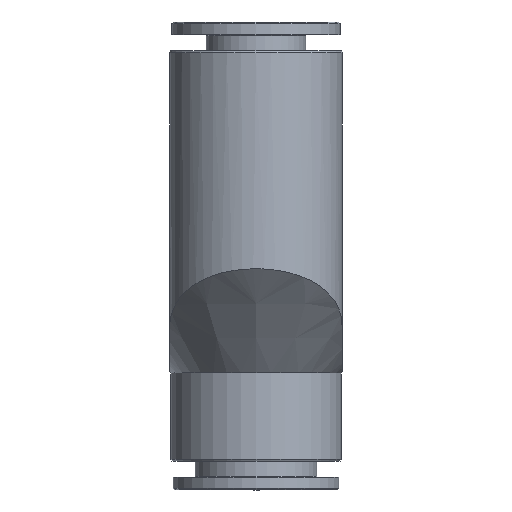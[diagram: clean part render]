
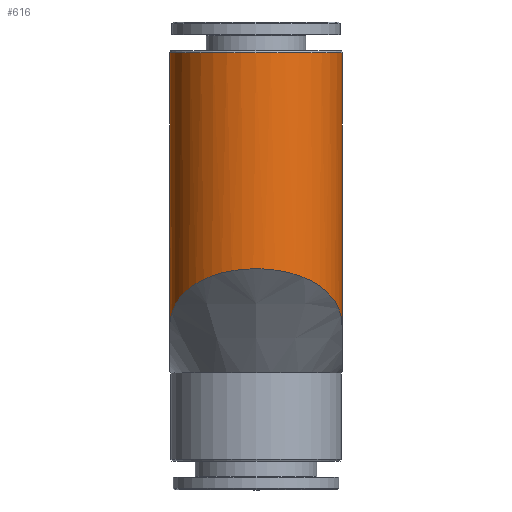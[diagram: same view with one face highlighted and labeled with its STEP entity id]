
A CAD part, left-side view. The second image highlights one B-rep face of the part: STEP entity #616.
In plain terms, the highlighted cylindrical face has radius 8.125 mm (diameter 16.25 mm), a partial arc.
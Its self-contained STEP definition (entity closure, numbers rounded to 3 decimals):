
#20=CYLINDRICAL_SURFACE('',#696,8.125);
#52=CIRCLE('',#695,8.125);
#89=ELLIPSE('',#675,8.695,8.125);
#93=ELLIPSE('',#685,11.49,8.125);
#95=ELLIPSE('',#688,11.49,8.125);
#99=ELLIPSE('',#693,8.695,8.125);
#102=LINE('',#1012,#118);
#104=LINE('',#1029,#120);
#108=LINE('',#1038,#124);
#112=LINE('',#1047,#128);
#118=VECTOR('',#777,1000.);
#120=VECTOR('',#781,1000.);
#124=VECTOR('',#787,1000.);
#128=VECTOR('',#793,1000.);
#178=ORIENTED_EDGE('',*,*,#310,.T.);
#179=ORIENTED_EDGE('',*,*,#305,.T.);
#180=ORIENTED_EDGE('',*,*,#290,.T.);
#181=ORIENTED_EDGE('',*,*,#309,.T.);
#182=ORIENTED_EDGE('',*,*,#282,.T.);
#183=ORIENTED_EDGE('',*,*,#311,.F.);
#184=ORIENTED_EDGE('',*,*,#279,.F.);
#185=ORIENTED_EDGE('',*,*,#293,.T.);
#186=ORIENTED_EDGE('',*,*,#286,.T.);
#187=ORIENTED_EDGE('',*,*,#303,.T.);
#279=EDGE_CURVE('',#351,#348,#102,.T.);
#282=EDGE_CURVE('',#355,#354,#104,.T.);
#286=EDGE_CURVE('',#359,#358,#108,.F.);
#290=EDGE_CURVE('',#363,#362,#112,.T.);
#293=EDGE_CURVE('',#351,#359,#89,.F.);
#303=EDGE_CURVE('',#358,#371,#93,.F.);
#305=EDGE_CURVE('',#373,#363,#95,.F.);
#309=EDGE_CURVE('',#362,#355,#99,.F.);
#310=EDGE_CURVE('',#371,#373,#52,.T.);
#311=EDGE_CURVE('',#348,#354,#410,.T.);
#348=VERTEX_POINT('',#1006);
#351=VERTEX_POINT('',#1011);
#354=VERTEX_POINT('',#1028);
#355=VERTEX_POINT('',#1030);
#358=VERTEX_POINT('',#1037);
#359=VERTEX_POINT('',#1039);
#362=VERTEX_POINT('',#1046);
#363=VERTEX_POINT('',#1048);
#371=VERTEX_POINT('',#1071);
#373=VERTEX_POINT('',#1077);
#410=B_SPLINE_CURVE_WITH_KNOTS('',3,(#1086,#1087,#1088,#1089,#1090,#1091,
#1092,#1093,#1094,#1095,#1096),.UNSPECIFIED.,.F.,.F.,(4,1,1,1,1,1,1,1,4),
(0.,0.004,0.007,0.011,
0.014,0.018,0.021,0.025,
0.028),.UNSPECIFIED.);
#424=EDGE_LOOP('',(#178,#179,#180,#181,#182,#183,#184,#185,#186,#187));
#510=FACE_BOUND('',#424,.T.);
#616=ADVANCED_FACE('',(#510),#20,.T.);
#675=AXIS2_PLACEMENT_3D('',#1052,#799,#800);
#685=AXIS2_PLACEMENT_3D('',#1072,#821,#822);
#688=AXIS2_PLACEMENT_3D('',#1076,#827,#828);
#693=AXIS2_PLACEMENT_3D('',#1082,#837,#838);
#695=AXIS2_PLACEMENT_3D('',#1084,#841,#842);
#696=AXIS2_PLACEMENT_3D('',#1085,#843,#844);
#777=DIRECTION('',(0.,0.,-1.));
#781=DIRECTION('',(0.,0.,-1.));
#787=DIRECTION('',(0.,0.,-1.));
#793=DIRECTION('',(0.,0.,-1.));
#799=DIRECTION('',(0.,0.356,-0.934));
#800=DIRECTION('',(0.,-0.934,-0.356));
#821=DIRECTION('',(0.,0.707,-0.707));
#822=DIRECTION('',(0.,-0.707,-0.707));
#827=DIRECTION('',(0.,-0.707,-0.707));
#828=DIRECTION('',(0.,0.707,-0.707));
#837=DIRECTION('',(0.,-0.356,-0.934));
#838=DIRECTION('',(0.,0.934,-0.356));
#841=DIRECTION('',(0.,0.,-1.));
#842=DIRECTION('',(-1.,0.,0.));
#843=DIRECTION('',(0.,0.,-1.));
#844=DIRECTION('',(-1.,0.,0.));
#1006=CARTESIAN_POINT('',(-8.25,-8.125,-4.612));
#1011=CARTESIAN_POINT('',(-8.25,-8.125,7.8));
#1012=CARTESIAN_POINT('',(-8.25,-8.125,10.));
#1028=CARTESIAN_POINT('',(-8.25,8.125,-4.612));
#1029=CARTESIAN_POINT('',(-8.25,8.125,10.));
#1030=CARTESIAN_POINT('',(-8.25,8.125,7.8));
#1037=CARTESIAN_POINT('',(-2.27,-5.5,20.117));
#1038=CARTESIAN_POINT('',(-2.27,-5.5,0.));
#1039=CARTESIAN_POINT('',(-2.27,-5.5,8.8));
#1046=CARTESIAN_POINT('',(-2.27,5.5,8.8));
#1047=CARTESIAN_POINT('',(-2.27,5.5,0.));
#1048=CARTESIAN_POINT('',(-2.27,5.5,20.117));
#1052=CARTESIAN_POINT('',(-8.25,0.,10.895));
#1071=CARTESIAN_POINT('',(-1.35,-4.29,21.327));
#1072=CARTESIAN_POINT('',(-8.25,0.,25.617));
#1076=CARTESIAN_POINT('',(-8.25,0.,25.617));
#1077=CARTESIAN_POINT('',(-1.35,4.29,21.327));
#1082=CARTESIAN_POINT('',(-8.25,0.,10.895));
#1084=CARTESIAN_POINT('',(-8.25,0.,21.327));
#1085=CARTESIAN_POINT('',(-8.25,0.,0.));
#1086=CARTESIAN_POINT('',(-8.25,-8.125,-4.612));
#1087=CARTESIAN_POINT('',(-9.166,-8.125,-3.849));
#1088=CARTESIAN_POINT('',(-11.041,-7.82,-2.414));
#1089=CARTESIAN_POINT('',(-13.751,-6.265,-0.592));
#1090=CARTESIAN_POINT('',(-15.822,-3.576,0.677));
#1091=CARTESIAN_POINT('',(-16.645,-0.035,1.157));
#1092=CARTESIAN_POINT('',(-15.849,3.528,0.694));
#1093=CARTESIAN_POINT('',(-13.767,6.253,-0.581));
#1094=CARTESIAN_POINT('',(-11.061,7.814,-2.399));
#1095=CARTESIAN_POINT('',(-9.168,8.125,-3.847));
#1096=CARTESIAN_POINT('',(-8.25,8.125,-4.612));
